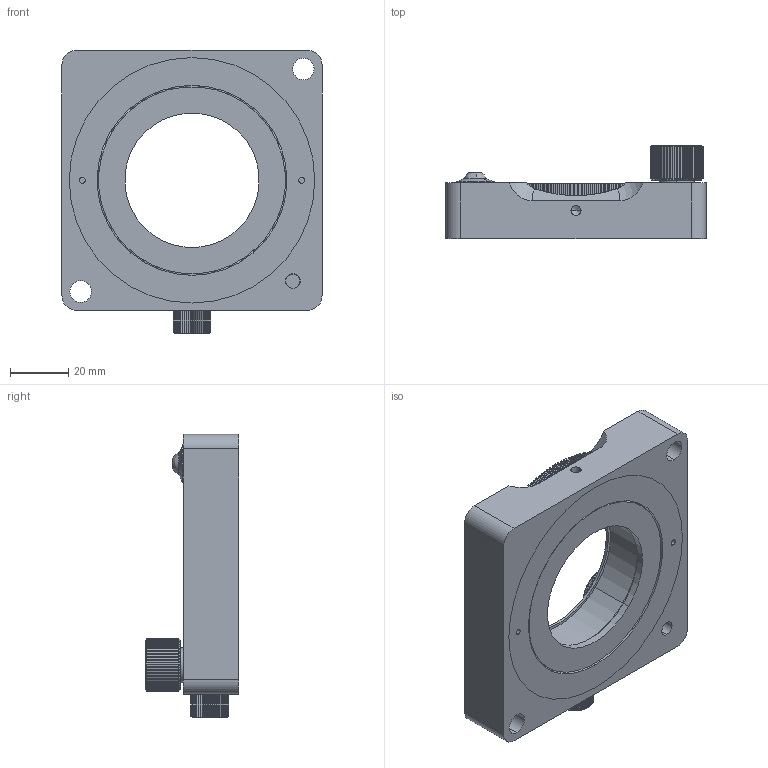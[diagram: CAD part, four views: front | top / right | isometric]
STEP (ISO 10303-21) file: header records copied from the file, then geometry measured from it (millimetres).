
FILE_DESCRIPTION (( 'STEP AP203' ), '1' );
FILE_NAME ('06RSA-2.STEP', '2016-05-12T07:22:31', ( '' ), ( '' ), 'SwSTEP 2.0', 'SolidWorks 2016', '' );
FILE_SCHEMA (( 'CONFIG_CONTROL_DESIGN' ));
Length unit declared in the file: millimetre
Products named in the file (1): 06RSA-2
Bounding box: 89 x 32 x 97 mm (x, y, z)
Volume: 104557.2 mm3; surface area: 53741.3 mm2
Topology: 53 solids, 53 shells, 4885 faces, 13489 edges, 8948 vertices
Faces by surface type: plane 4142, cylinder 393, cone 251, sphere 82, bspline 13, torus 4
Entity records: 153310 total; most frequent: CARTESIAN_POINT 30067, ORIENTED_EDGE 26524, DIRECTION 23450, EDGE_CURVE 13262, VECTOR 11484, LINE 11484, VERTEX_POINT 8825, AXIS2_PLACEMENT_3D 5983
